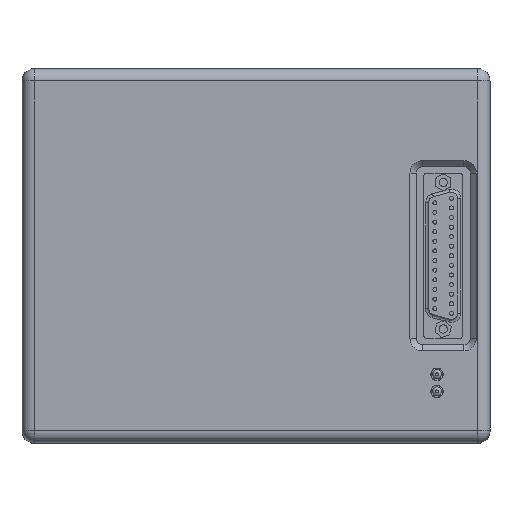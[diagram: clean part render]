
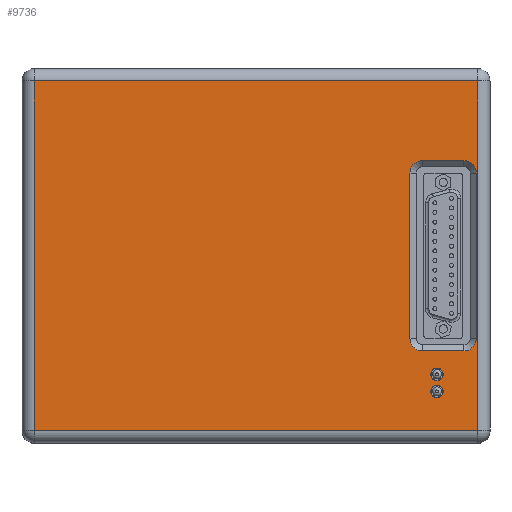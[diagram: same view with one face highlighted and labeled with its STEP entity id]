
A CAD part, top view. The second image highlights one B-rep face of the part: STEP entity #9736.
In plain terms, the highlighted planar face has unit normal (0, 0, 1).
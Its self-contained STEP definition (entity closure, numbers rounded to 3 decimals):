
#209 = CARTESIAN_POINT ( 'NONE',  ( 61.025, -26.5, 123. ) ) ;
#259 = ORIENTED_EDGE ( 'NONE', *, *, #490, .T. ) ;
#448 = VECTOR ( 'NONE', #4091, 1000. ) ;
#490 = EDGE_CURVE ( 'NONE', #2545, #12626, #7270, .T. ) ;
#579 = FACE_OUTER_BOUND ( 'NONE', #8353, .T. ) ;
#631 = VECTOR ( 'NONE', #10314, 1000. ) ;
#793 = DIRECTION ( 'NONE',  ( 0., 1., 0. ) ) ;
#813 = CIRCLE ( 'NONE', #5424, 4. ) ;
#932 = LINE ( 'NONE', #7101, #448 ) ;
#1041 = VERTEX_POINT ( 'NONE', #9713 ) ;
#1104 = EDGE_LOOP ( 'NONE', ( #10023 ) ) ;
#1466 = DIRECTION ( 'NONE',  ( 0., -1., 0. ) ) ;
#1477 = CIRCLE ( 'NONE', #10272, 4. ) ;
#1612 = VERTEX_POINT ( 'NONE', #2615 ) ;
#1700 = VECTOR ( 'NONE', #11596, 1000. ) ;
#1753 = ORIENTED_EDGE ( 'NONE', *, *, #3088, .T. ) ;
#1873 = EDGE_CURVE ( 'NONE', #2705, #2705, #11056, .T. ) ;
#1995 = ORIENTED_EDGE ( 'NONE', *, *, #8928, .T. ) ;
#2114 = DIRECTION ( 'NONE',  ( 1., 0., 0. ) ) ;
#2396 = EDGE_CURVE ( 'NONE', #9524, #1612, #1477, .T. ) ;
#2449 = CARTESIAN_POINT ( 'NONE',  ( 47.725, -30.5, 123. ) ) ;
#2492 = CARTESIAN_POINT ( 'NONE',  ( 65.025, -26.5, 123. ) ) ;
#2540 = DIRECTION ( 'NONE',  ( -1., 0., 0. ) ) ;
#2545 = VERTEX_POINT ( 'NONE', #4253 ) ;
#2615 = CARTESIAN_POINT ( 'NONE',  ( 47.725, 30.5, 123. ) ) ;
#2638 = EDGE_CURVE ( 'NONE', #2697, #6213, #813, .T. ) ;
#2697 = VERTEX_POINT ( 'NONE', #2492 ) ;
#2705 = VERTEX_POINT ( 'NONE', #9189 ) ;
#2715 = EDGE_CURVE ( 'NONE', #2853, #12076, #3375, .T. ) ;
#2853 = VERTEX_POINT ( 'NONE', #8498 ) ;
#2985 = CIRCLE ( 'NONE', #6553, 2. ) ;
#3088 = EDGE_CURVE ( 'NONE', #10407, #9524, #10045, .T. ) ;
#3102 = VERTEX_POINT ( 'NONE', #9322 ) ;
#3199 = ORIENTED_EDGE ( 'NONE', *, *, #8587, .T. ) ;
#3206 = VECTOR ( 'NONE', #4231, 1000. ) ;
#3215 = EDGE_CURVE ( 'NONE', #6213, #6084, #8102, .T. ) ;
#3366 = ORIENTED_EDGE ( 'NONE', *, *, #6868, .T. ) ;
#3375 = LINE ( 'NONE', #10674, #9427 ) ;
#3460 = AXIS2_PLACEMENT_3D ( 'NONE', #5098, #4039, #5991 ) ;
#3542 = DIRECTION ( 'NONE',  ( 1., 0., 0. ) ) ;
#3666 = EDGE_LOOP ( 'NONE', ( #3199, #9056, #4927, #12570, #1753, #12882, #3998, #259 ) ) ;
#3711 = CARTESIAN_POINT ( 'NONE',  ( 52.375, -43.5, 123. ) ) ;
#3772 = FACE_BOUND ( 'NONE', #3666, .T. ) ;
#3859 = CARTESIAN_POINT ( 'NONE',  ( 65.375, -56., 123. ) ) ;
#3998 = ORIENTED_EDGE ( 'NONE', *, *, #5142, .T. ) ;
#4023 = DIRECTION ( 'NONE',  ( 0., 0., -1. ) ) ;
#4039 = DIRECTION ( 'NONE',  ( 0., 0., 1. ) ) ;
#4091 = DIRECTION ( 'NONE',  ( -1., 0., 0. ) ) ;
#4103 = DIRECTION ( 'NONE',  ( 1., 0., 0. ) ) ;
#4231 = DIRECTION ( 'NONE',  ( 1., 0., 0. ) ) ;
#4253 = CARTESIAN_POINT ( 'NONE',  ( 61.025, 30.5, 123. ) ) ;
#4335 = ORIENTED_EDGE ( 'NONE', *, *, #7042, .T. ) ;
#4364 = DIRECTION ( 'NONE',  ( 1., 0., 0. ) ) ;
#4896 = CARTESIAN_POINT ( 'NONE',  ( 65.025, 26.5, 123. ) ) ;
#4927 = ORIENTED_EDGE ( 'NONE', *, *, #3215, .T. ) ;
#5098 = CARTESIAN_POINT ( 'NONE',  ( 52.375, -38., 123. ) ) ;
#5142 = EDGE_CURVE ( 'NONE', #1612, #2545, #10051, .T. ) ;
#5172 = CARTESIAN_POINT ( 'NONE',  ( -5.625, 30.5, 123. ) ) ;
#5194 = CARTESIAN_POINT ( 'NONE',  ( 43.725, 26.5, 123. ) ) ;
#5424 = AXIS2_PLACEMENT_3D ( 'NONE', #209, #7319, #4364 ) ;
#5429 = DIRECTION ( 'NONE',  ( 1., 0., 0. ) ) ;
#5475 = AXIS2_PLACEMENT_3D ( 'NONE', #10194, #4023, #4103 ) ;
#5499 = DIRECTION ( 'NONE',  ( 0., 0., -1. ) ) ;
#5586 = PLANE ( 'NONE',  #7309 ) ;
#5991 = DIRECTION ( 'NONE',  ( -1., 0., 0. ) ) ;
#6084 = VERTEX_POINT ( 'NONE', #2449 ) ;
#6085 = CARTESIAN_POINT ( 'NONE',  ( 47.725, 26.5, 123. ) ) ;
#6203 = ORIENTED_EDGE ( 'NONE', *, *, #2715, .T. ) ;
#6213 = VERTEX_POINT ( 'NONE', #11635 ) ;
#6553 = AXIS2_PLACEMENT_3D ( 'NONE', #3711, #12731, #2540 ) ;
#6868 = EDGE_CURVE ( 'NONE', #12851, #1041, #932, .T. ) ;
#7042 = EDGE_CURVE ( 'NONE', #1041, #2853, #9419, .T. ) ;
#7101 = CARTESIAN_POINT ( 'NONE',  ( -5.625, 56., 123. ) ) ;
#7231 = DIRECTION ( 'NONE',  ( 1., 0., 0. ) ) ;
#7270 = CIRCLE ( 'NONE', #10692, 4. ) ;
#7309 = AXIS2_PLACEMENT_3D ( 'NONE', #9638, #5499, #3542 ) ;
#7319 = DIRECTION ( 'NONE',  ( 0., 0., -1. ) ) ;
#7346 = EDGE_LOOP ( 'NONE', ( #13251 ) ) ;
#7426 = VECTOR ( 'NONE', #13110, 1000. ) ;
#8083 = EDGE_CURVE ( 'NONE', #3102, #3102, #2985, .T. ) ;
#8102 = LINE ( 'NONE', #9520, #631 ) ;
#8119 = CARTESIAN_POINT ( 'NONE',  ( 61.025, 26.5, 123. ) ) ;
#8353 = EDGE_LOOP ( 'NONE', ( #3366, #4335, #6203, #1995 ) ) ;
#8498 = CARTESIAN_POINT ( 'NONE',  ( -76.625, -56., 123. ) ) ;
#8530 = FACE_BOUND ( 'NONE', #1104, .T. ) ;
#8587 = EDGE_CURVE ( 'NONE', #12626, #2697, #11926, .T. ) ;
#8774 = VECTOR ( 'NONE', #793, 1000. ) ;
#8928 = EDGE_CURVE ( 'NONE', #12076, #12851, #10143, .T. ) ;
#9056 = ORIENTED_EDGE ( 'NONE', *, *, #2638, .T. ) ;
#9103 = VECTOR ( 'NONE', #1466, 1000. ) ;
#9189 = CARTESIAN_POINT ( 'NONE',  ( 50.375, -38., 123. ) ) ;
#9246 = DIRECTION ( 'NONE',  ( 0., 0., -1. ) ) ;
#9322 = CARTESIAN_POINT ( 'NONE',  ( 50.375, -43.5, 123. ) ) ;
#9419 = LINE ( 'NONE', #12706, #9103 ) ;
#9427 = VECTOR ( 'NONE', #5429, 1000. ) ;
#9504 = FACE_BOUND ( 'NONE', #7346, .T. ) ;
#9520 = CARTESIAN_POINT ( 'NONE',  ( -5.625, -30.5, 123. ) ) ;
#9524 = VERTEX_POINT ( 'NONE', #5194 ) ;
#9638 = CARTESIAN_POINT ( 'NONE',  ( -5.625, 0., 123. ) ) ;
#9713 = CARTESIAN_POINT ( 'NONE',  ( -76.625, 56., 123. ) ) ;
#9736 = ADVANCED_FACE ( 'NONE', ( #3772, #9504, #8530, #579 ), #5586, .F. ) ;
#9968 = CARTESIAN_POINT ( 'NONE',  ( 43.725, 0., 123. ) ) ;
#10023 = ORIENTED_EDGE ( 'NONE', *, *, #1873, .F. ) ;
#10045 = LINE ( 'NONE', #9968, #8774 ) ;
#10051 = LINE ( 'NONE', #5172, #3206 ) ;
#10143 = LINE ( 'NONE', #11075, #7426 ) ;
#10177 = CARTESIAN_POINT ( 'NONE',  ( 43.725, -26.5, 123. ) ) ;
#10194 = CARTESIAN_POINT ( 'NONE',  ( 47.725, -26.5, 123. ) ) ;
#10272 = AXIS2_PLACEMENT_3D ( 'NONE', #6085, #11216, #2114 ) ;
#10314 = DIRECTION ( 'NONE',  ( -1., 0., 0. ) ) ;
#10407 = VERTEX_POINT ( 'NONE', #10177 ) ;
#10537 = CARTESIAN_POINT ( 'NONE',  ( 65.025, 0., 123. ) ) ;
#10674 = CARTESIAN_POINT ( 'NONE',  ( -5.625, -56., 123. ) ) ;
#10692 = AXIS2_PLACEMENT_3D ( 'NONE', #8119, #9246, #7231 ) ;
#11056 = CIRCLE ( 'NONE', #3460, 2. ) ;
#11075 = CARTESIAN_POINT ( 'NONE',  ( 65.375, 0., 123. ) ) ;
#11216 = DIRECTION ( 'NONE',  ( 0., 0., -1. ) ) ;
#11596 = DIRECTION ( 'NONE',  ( 0., -1., 0. ) ) ;
#11635 = CARTESIAN_POINT ( 'NONE',  ( 61.025, -30.5, 123. ) ) ;
#11724 = EDGE_CURVE ( 'NONE', #6084, #10407, #12024, .T. ) ;
#11926 = LINE ( 'NONE', #10537, #1700 ) ;
#12024 = CIRCLE ( 'NONE', #5475, 4. ) ;
#12076 = VERTEX_POINT ( 'NONE', #3859 ) ;
#12395 = CARTESIAN_POINT ( 'NONE',  ( 65.375, 56., 123. ) ) ;
#12570 = ORIENTED_EDGE ( 'NONE', *, *, #11724, .T. ) ;
#12626 = VERTEX_POINT ( 'NONE', #4896 ) ;
#12706 = CARTESIAN_POINT ( 'NONE',  ( -76.625, 0., 123. ) ) ;
#12731 = DIRECTION ( 'NONE',  ( 0., 0., 1. ) ) ;
#12851 = VERTEX_POINT ( 'NONE', #12395 ) ;
#12882 = ORIENTED_EDGE ( 'NONE', *, *, #2396, .T. ) ;
#13110 = DIRECTION ( 'NONE',  ( 0., 1., 0. ) ) ;
#13251 = ORIENTED_EDGE ( 'NONE', *, *, #8083, .F. ) ;
